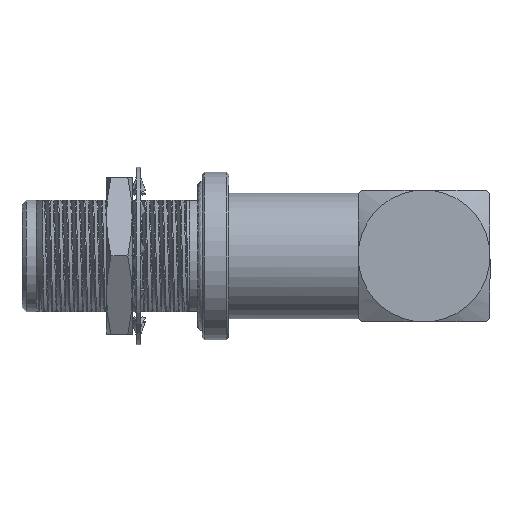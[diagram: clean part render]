
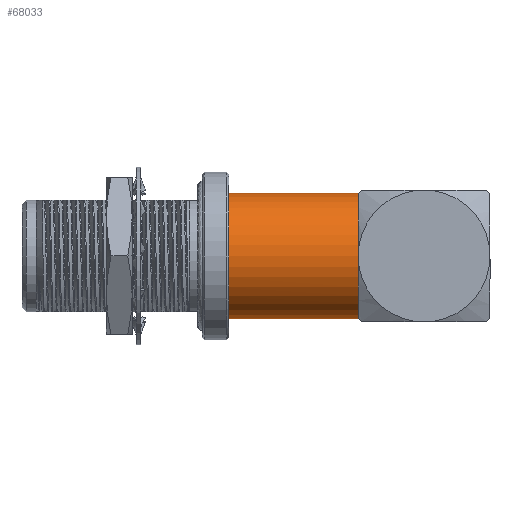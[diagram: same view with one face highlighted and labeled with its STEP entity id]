
A CAD part, front view. The second image highlights one B-rep face of the part: STEP entity #68033.
In plain terms, the highlighted cylindrical face has radius 7.62 mm (diameter 15.24 mm), a partial arc.
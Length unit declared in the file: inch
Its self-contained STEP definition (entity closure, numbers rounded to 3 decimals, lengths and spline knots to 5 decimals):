
#398 = CARTESIAN_POINT ( 'NONE',  ( 1.60626, -0.00162, 0.3 ) ) ;
#3424 = VERTEX_POINT ( 'NONE', #36298 ) ;
#3865 = EDGE_CURVE ( 'NONE', #42779, #29943, #43515, .T. ) ;
#4488 = CARTESIAN_POINT ( 'NONE',  ( 1.60626, 0., -0.3 ) ) ;
#5530 = LINE ( 'NONE', #45720, #48569 ) ;
#5587 = CARTESIAN_POINT ( 'NONE',  ( 0.989, 0., 0.3 ) ) ;
#8389 = ORIENTED_EDGE ( 'NONE', *, *, #3865, .F. ) ;
#8746 = EDGE_CURVE ( 'NONE', #50010, #27735, #57691, .T. ) ;
#8819 = DIRECTION ( 'NONE',  ( -1., 0., 0. ) ) ;
#10703 = DIRECTION ( 'NONE',  ( 0., 0., -1. ) ) ;
#11377 = CARTESIAN_POINT ( 'NONE',  ( 1.60622, -0.00486, -0.29996 ) ) ;
#11418 = DIRECTION ( 'NONE',  ( -1., 0., 0. ) ) ;
#12408 = ORIENTED_EDGE ( 'NONE', *, *, #15977, .T. ) ;
#15977 = EDGE_CURVE ( 'NONE', #51259, #29943, #21095, .T. ) ;
#16620 = ORIENTED_EDGE ( 'NONE', *, *, #63546, .T. ) ;
#19787 = DIRECTION ( 'NONE',  ( 0., 0., 1. ) ) ;
#21095 = CIRCLE ( 'NONE', #41328, 0.3 ) ;
#21167 = CARTESIAN_POINT ( 'NONE',  ( 1.60622, -0.00486, 0.29996 ) ) ;
#21612 = CARTESIAN_POINT ( 'NONE',  ( 1.60625, -0.00324, 0.29999 ) ) ;
#24240 = DIRECTION ( 'NONE',  ( 1., 0., 0. ) ) ;
#24526 = CARTESIAN_POINT ( 'NONE',  ( 1.60622, -0.00486, -0.29996 ) ) ;
#27032 = EDGE_LOOP ( 'NONE', ( #8389, #73361, #33799, #74856, #16620, #12408 ) ) ;
#27735 = VERTEX_POINT ( 'NONE', #24526 ) ;
#29432 = CARTESIAN_POINT ( 'NONE',  ( 1.60622, 0., 0. ) ) ;
#29785 = VECTOR ( 'NONE', #69281, 39.37008 ) ;
#29943 = VERTEX_POINT ( 'NONE', #55018 ) ;
#30038 = EDGE_CURVE ( 'NONE', #50010, #3424, #80915, .T. ) ;
#31454 = CARTESIAN_POINT ( 'NONE',  ( 0.989, 0., 0. ) ) ;
#33329 = CARTESIAN_POINT ( 'NONE',  ( 2.45475, 0., 0. ) ) ;
#33799 = ORIENTED_EDGE ( 'NONE', *, *, #8746, .F. ) ;
#34611 = AXIS2_PLACEMENT_3D ( 'NONE', #29432, #63740, #42974 ) ;
#36298 = CARTESIAN_POINT ( 'NONE',  ( 1.60626, 0., 0.3 ) ) ;
#41328 = AXIS2_PLACEMENT_3D ( 'NONE', #31454, #24240, #10703 ) ;
#42779 = VERTEX_POINT ( 'NONE', #4488 ) ;
#42974 = DIRECTION ( 'NONE',  ( 0., 0., -1. ) ) ;
#43515 = LINE ( 'NONE', #62072, #29785 ) ;
#45720 = CARTESIAN_POINT ( 'NONE',  ( 2.45475, 0., 0.3 ) ) ;
#48569 = VECTOR ( 'NONE', #11418, 39.37008 ) ;
#50010 = VERTEX_POINT ( 'NONE', #80032 ) ;
#51259 = VERTEX_POINT ( 'NONE', #5587 ) ;
#52434 = EDGE_CURVE ( 'NONE', #42779, #27735, #67889, .T. ) ;
#54545 = CYLINDRICAL_SURFACE ( 'NONE', #58745, 0.3 ) ;
#55018 = CARTESIAN_POINT ( 'NONE',  ( 0.989, 0., -0.3 ) ) ;
#57691 = CIRCLE ( 'NONE', #34611, 0.3 ) ;
#58745 = AXIS2_PLACEMENT_3D ( 'NONE', #33329, #8819, #19787 ) ;
#60539 = CARTESIAN_POINT ( 'NONE',  ( 1.60625, -0.00324, -0.29999 ) ) ;
#62072 = CARTESIAN_POINT ( 'NONE',  ( 2.45475, 0., -0.3 ) ) ;
#63546 = EDGE_CURVE ( 'NONE', #3424, #51259, #5530, .T. ) ;
#63740 = DIRECTION ( 'NONE',  ( 1., 0., 0. ) ) ;
#67889 =( BOUNDED_CURVE ( )  B_SPLINE_CURVE ( 3, ( #80867, #87644, #60539, #11377 ),
 .UNSPECIFIED., .F., .T. ) 
 B_SPLINE_CURVE_WITH_KNOTS ( ( 4, 4 ),
 ( 3.14159, 3.15779 ),
 .UNSPECIFIED. ) 
 CURVE ( )  GEOMETRIC_REPRESENTATION_ITEM ( )  RATIONAL_B_SPLINE_CURVE ( ( 1., 1., 1., 1. ) ) 
 REPRESENTATION_ITEM ( '' )  );
#68033 = ADVANCED_FACE ( 'NONE', ( #70651 ), #54545, .T. ) ;
#69281 = DIRECTION ( 'NONE',  ( -1., 0., 0. ) ) ;
#70651 = FACE_OUTER_BOUND ( 'NONE', #27032, .T. ) ;
#73361 = ORIENTED_EDGE ( 'NONE', *, *, #52434, .T. ) ;
#74856 = ORIENTED_EDGE ( 'NONE', *, *, #30038, .T. ) ;
#80032 = CARTESIAN_POINT ( 'NONE',  ( 1.60622, -0.00486, 0.29996 ) ) ;
#80867 = CARTESIAN_POINT ( 'NONE',  ( 1.60626, 0., -0.3 ) ) ;
#80915 =( BOUNDED_CURVE ( )  B_SPLINE_CURVE ( 3, ( #21167, #21612, #398, #89335 ),
 .UNSPECIFIED., .F., .F. ) 
 B_SPLINE_CURVE_WITH_KNOTS ( ( 4, 4 ),
 ( 3.12539, 3.14159 ),
 .UNSPECIFIED. ) 
 CURVE ( )  GEOMETRIC_REPRESENTATION_ITEM ( )  RATIONAL_B_SPLINE_CURVE ( ( 1., 1., 1., 1. ) ) 
 REPRESENTATION_ITEM ( '' )  );
#87644 = CARTESIAN_POINT ( 'NONE',  ( 1.60626, -0.00162, -0.3 ) ) ;
#89335 = CARTESIAN_POINT ( 'NONE',  ( 1.60626, 0., 0.3 ) ) ;
